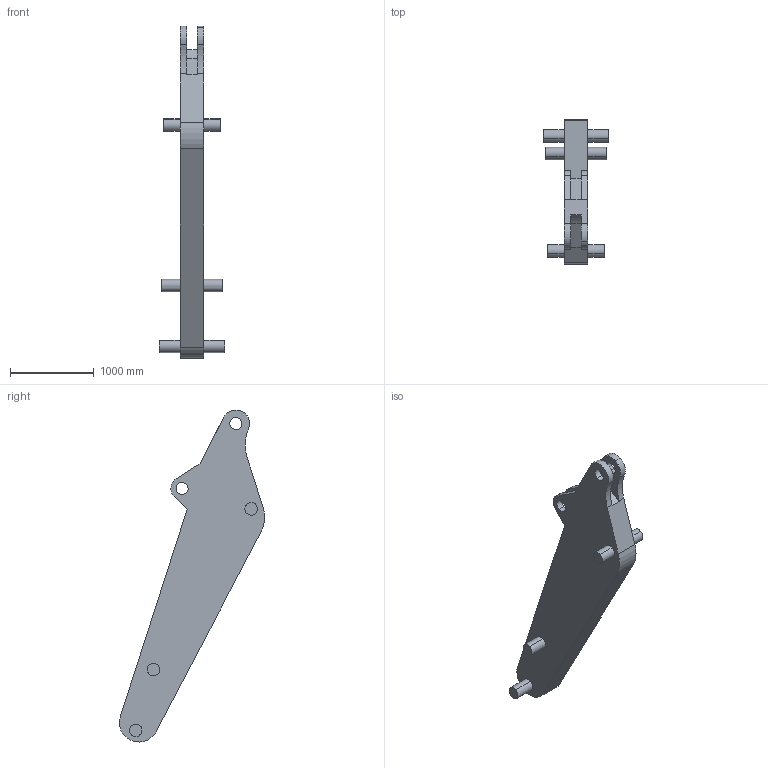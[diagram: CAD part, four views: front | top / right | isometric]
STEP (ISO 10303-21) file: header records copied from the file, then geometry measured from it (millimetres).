
FILE_DESCRIPTION (( 'STEP AP203' ), '1' );
FILE_NAME ('Stick_Primary.STEP', '2022-03-09T01:02:03', ( '' ), ( '' ), 'SwSTEP 2.0', 'SolidWorks 2020', '' );
FILE_SCHEMA (( 'CONFIG_CONTROL_DESIGN' ));
Length unit declared in the file: millimetre
Products named in the file (2): Stick_Primary; Stick
Assembly tree (1 placements, depth 2):
  Stick_Primary
    Stick
Bounding box: 780 x 1730.44 x 3961.11 mm (x, y, z)
Volume: 756338573.5 mm3; surface area: 9277809.6 mm2
Topology: 1 solids, 1 shells, 55 faces, 139 edges, 92 vertices
Faces by surface type: cylinder 31, plane 24
Entity records: 1891 total; most frequent: DIRECTION 319, CARTESIAN_POINT 290, ORIENTED_EDGE 278, EDGE_CURVE 139, AXIS2_PLACEMENT_3D 121, VERTEX_POINT 92, LINE 77, VECTOR 77
